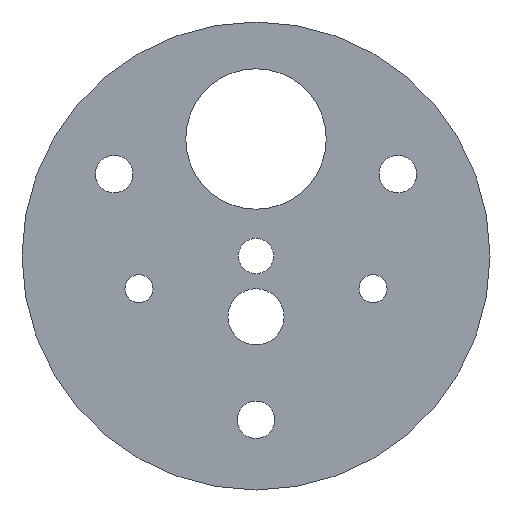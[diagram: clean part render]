
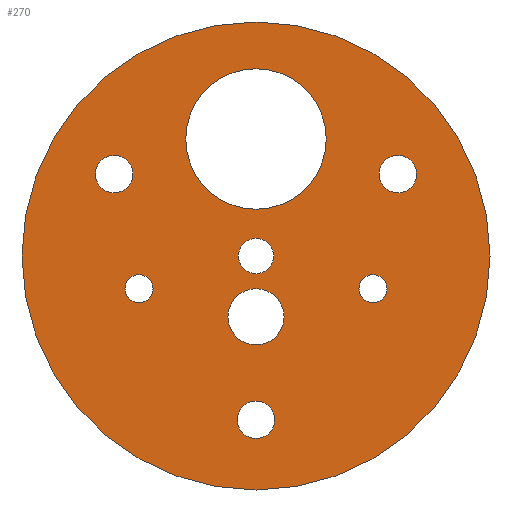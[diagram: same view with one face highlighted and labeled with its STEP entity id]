
A CAD part, front view. The second image highlights one B-rep face of the part: STEP entity #270.
In plain terms, the highlighted planar face has unit normal (0, -1, 0).
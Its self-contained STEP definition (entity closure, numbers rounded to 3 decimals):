
#23=FACE_BOUND('',#63,.T.);
#24=FACE_BOUND('',#64,.T.);
#25=FACE_BOUND('',#65,.T.);
#26=FACE_BOUND('',#66,.T.);
#27=FACE_BOUND('',#67,.T.);
#28=FACE_BOUND('',#68,.T.);
#29=FACE_BOUND('',#69,.T.);
#30=FACE_BOUND('',#70,.T.);
#32=PLANE('',#328);
#43=FACE_OUTER_BOUND('',#62,.T.);
#62=EDGE_LOOP('',(#241,#242));
#63=EDGE_LOOP('',(#243));
#64=EDGE_LOOP('',(#244));
#65=EDGE_LOOP('',(#245));
#66=EDGE_LOOP('',(#246));
#67=EDGE_LOOP('',(#247));
#68=EDGE_LOOP('',(#248));
#69=EDGE_LOOP('',(#249));
#70=EDGE_LOOP('',(#250));
#91=CIRCLE('',#294,3.);
#94=CIRCLE('',#298,3.);
#97=CIRCLE('',#302,15.);
#100=CIRCLE('',#306,6.);
#103=CIRCLE('',#310,4.);
#106=CIRCLE('',#314,4.);
#109=CIRCLE('',#318,4.);
#111=CIRCLE('',#321,3.75);
#114=CIRCLE('',#325,50.);
#115=CIRCLE('',#326,50.);
#118=VERTEX_POINT('',#422);
#121=VERTEX_POINT('',#430);
#124=VERTEX_POINT('',#438);
#127=VERTEX_POINT('',#446);
#130=VERTEX_POINT('',#454);
#133=VERTEX_POINT('',#462);
#136=VERTEX_POINT('',#470);
#138=VERTEX_POINT('',#476);
#141=VERTEX_POINT('',#484);
#142=VERTEX_POINT('',#486);
#146=EDGE_CURVE('',#118,#118,#91,.T.);
#150=EDGE_CURVE('',#121,#121,#94,.T.);
#154=EDGE_CURVE('',#124,#124,#97,.T.);
#158=EDGE_CURVE('',#127,#127,#100,.T.);
#162=EDGE_CURVE('',#130,#130,#103,.T.);
#166=EDGE_CURVE('',#133,#133,#106,.T.);
#170=EDGE_CURVE('',#136,#136,#109,.T.);
#173=EDGE_CURVE('',#138,#138,#111,.T.);
#177=EDGE_CURVE('',#141,#142,#114,.T.);
#178=EDGE_CURVE('',#142,#141,#115,.T.);
#241=ORIENTED_EDGE('',*,*,#178,.F.);
#242=ORIENTED_EDGE('',*,*,#177,.F.);
#243=ORIENTED_EDGE('',*,*,#146,.T.);
#244=ORIENTED_EDGE('',*,*,#150,.T.);
#245=ORIENTED_EDGE('',*,*,#154,.T.);
#246=ORIENTED_EDGE('',*,*,#158,.T.);
#247=ORIENTED_EDGE('',*,*,#162,.T.);
#248=ORIENTED_EDGE('',*,*,#166,.T.);
#249=ORIENTED_EDGE('',*,*,#170,.T.);
#250=ORIENTED_EDGE('',*,*,#173,.F.);
#270=ADVANCED_FACE('',(#43,#23,#24,#25,#26,#27,#28,#29,#30),#32,.F.);
#294=AXIS2_PLACEMENT_3D('',#424,#338,#339);
#298=AXIS2_PLACEMENT_3D('',#432,#347,#348);
#302=AXIS2_PLACEMENT_3D('',#440,#356,#357);
#306=AXIS2_PLACEMENT_3D('',#448,#365,#366);
#310=AXIS2_PLACEMENT_3D('',#456,#374,#375);
#314=AXIS2_PLACEMENT_3D('',#464,#383,#384);
#318=AXIS2_PLACEMENT_3D('',#472,#392,#393);
#321=AXIS2_PLACEMENT_3D('',#478,#399,#400);
#325=AXIS2_PLACEMENT_3D('',#487,#408,#409);
#326=AXIS2_PLACEMENT_3D('',#488,#410,#411);
#328=AXIS2_PLACEMENT_3D('',#490,#414,#415);
#338=DIRECTION('center_axis',(0.,1.,0.));
#339=DIRECTION('ref_axis',(1.,0.,0.));
#347=DIRECTION('center_axis',(0.,1.,0.));
#348=DIRECTION('ref_axis',(1.,0.,0.));
#356=DIRECTION('center_axis',(0.,1.,0.));
#357=DIRECTION('ref_axis',(1.,0.,0.));
#365=DIRECTION('center_axis',(0.,1.,0.));
#366=DIRECTION('ref_axis',(1.,0.,0.));
#374=DIRECTION('center_axis',(0.,1.,0.));
#375=DIRECTION('ref_axis',(-0.5,0.,0.866));
#383=DIRECTION('center_axis',(0.,1.,0.));
#384=DIRECTION('ref_axis',(-0.5,0.,-0.866));
#392=DIRECTION('center_axis',(0.,1.,0.));
#393=DIRECTION('ref_axis',(1.,0.,0.));
#399=DIRECTION('center_axis',(0.,-1.,0.));
#400=DIRECTION('ref_axis',(1.,0.,0.));
#408=DIRECTION('center_axis',(0.,1.,0.));
#409=DIRECTION('ref_axis',(-1.,0.,0.));
#410=DIRECTION('center_axis',(0.,1.,0.));
#411=DIRECTION('ref_axis',(-1.,0.,0.));
#414=DIRECTION('center_axis',(0.,1.,0.));
#415=DIRECTION('ref_axis',(0.,0.,1.));
#422=CARTESIAN_POINT('',(22.,0.,-7.));
#424=CARTESIAN_POINT('Origin',(25.,0.,-7.));
#430=CARTESIAN_POINT('',(-28.,0.,-7.));
#432=CARTESIAN_POINT('Origin',(-25.,0.,-7.));
#438=CARTESIAN_POINT('',(-15.,0.,25.));
#440=CARTESIAN_POINT('Origin',(0.,0.,25.));
#446=CARTESIAN_POINT('',(-6.,0.,-13.));
#448=CARTESIAN_POINT('Origin',(0.,0.,-13.));
#454=CARTESIAN_POINT('',(-28.311,0.,14.036));
#456=CARTESIAN_POINT('Origin',(-30.311,0.,17.5));
#462=CARTESIAN_POINT('',(2.,0.,-31.536));
#464=CARTESIAN_POINT('Origin',(0.,0.,-35.));
#470=CARTESIAN_POINT('',(26.311,0.,17.5));
#472=CARTESIAN_POINT('Origin',(30.311,0.,17.5));
#476=CARTESIAN_POINT('',(-3.75,0.,0.));
#478=CARTESIAN_POINT('Origin',(0.,0.,0.));
#484=CARTESIAN_POINT('',(50.,0.,0.));
#486=CARTESIAN_POINT('',(-50.,0.,0.));
#487=CARTESIAN_POINT('Origin',(0.,0.,0.));
#488=CARTESIAN_POINT('Origin',(0.,0.,0.));
#490=CARTESIAN_POINT('Origin',(0.,0.,0.));
